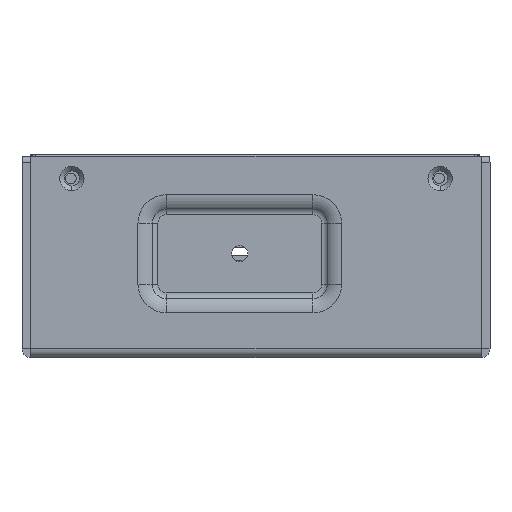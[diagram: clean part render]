
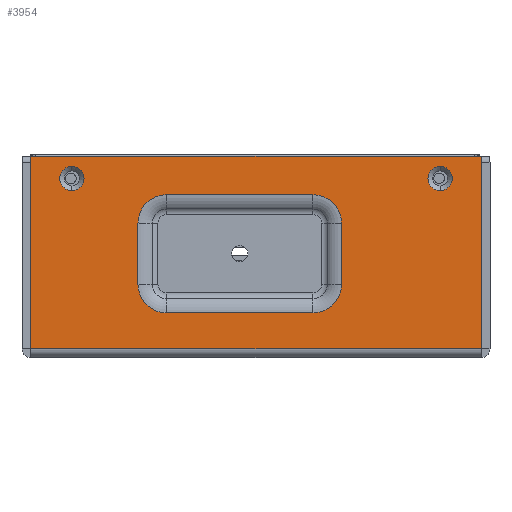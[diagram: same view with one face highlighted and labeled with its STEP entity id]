
A CAD part, front view. The second image highlights one B-rep face of the part: STEP entity #3954.
In plain terms, the highlighted planar face has unit normal (0, -1, 0).
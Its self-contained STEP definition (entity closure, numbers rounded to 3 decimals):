
#1674=FACE_BOUND('',#7875,.T.);
#1675=FACE_BOUND('',#7876,.T.);
#1676=FACE_BOUND('',#7877,.T.);
#1677=FACE_BOUND('',#7878,.T.);
#2700=CIRCLE('',#33145,7.003);
#2701=CIRCLE('',#33146,7.003);
#2702=CIRCLE('',#33147,7.003);
#2703=CIRCLE('',#33148,7.003);
#2704=CIRCLE('',#33149,3.);
#2705=CIRCLE('',#33150,3.);
#2706=CIRCLE('',#33151,3.);
#2707=CIRCLE('',#33152,3.);
#3954=ADVANCED_FACE('NONE',(#1674,#1675,#1676,#1677),#5465,.T.);
#5465=PLANE('',#33153);
#7875=EDGE_LOOP('',(#10200,#10201,#10202,#10203,#10204,#10205,#10206,#10207));
#7876=EDGE_LOOP('',(#10208,#10209,#10210,#10211));
#7877=EDGE_LOOP('',(#10212,#10213));
#7878=EDGE_LOOP('',(#10214,#10215));
#10200=ORIENTED_EDGE('',*,*,#22350,.T.);
#10201=ORIENTED_EDGE('',*,*,#22351,.T.);
#10202=ORIENTED_EDGE('',*,*,#22352,.T.);
#10203=ORIENTED_EDGE('',*,*,#22353,.T.);
#10204=ORIENTED_EDGE('',*,*,#22354,.T.);
#10205=ORIENTED_EDGE('',*,*,#22355,.T.);
#10206=ORIENTED_EDGE('',*,*,#22356,.T.);
#10207=ORIENTED_EDGE('',*,*,#22357,.T.);
#10208=ORIENTED_EDGE('',*,*,#22358,.F.);
#10209=ORIENTED_EDGE('',*,*,#22359,.T.);
#10210=ORIENTED_EDGE('',*,*,#22360,.T.);
#10211=ORIENTED_EDGE('',*,*,#22361,.F.);
#10212=ORIENTED_EDGE('',*,*,#22362,.F.);
#10213=ORIENTED_EDGE('',*,*,#22363,.F.);
#10214=ORIENTED_EDGE('',*,*,#22364,.F.);
#10215=ORIENTED_EDGE('',*,*,#22365,.F.);
#19261=VERTEX_POINT('',#46051);
#19262=VERTEX_POINT('',#46052);
#19263=VERTEX_POINT('',#46054);
#19264=VERTEX_POINT('',#46056);
#19265=VERTEX_POINT('',#46058);
#19266=VERTEX_POINT('',#46060);
#19267=VERTEX_POINT('',#46062);
#19268=VERTEX_POINT('',#46064);
#19269=VERTEX_POINT('',#46067);
#19270=VERTEX_POINT('',#46068);
#19271=VERTEX_POINT('',#46070);
#19272=VERTEX_POINT('',#46072);
#19273=VERTEX_POINT('',#46075);
#19274=VERTEX_POINT('',#46076);
#19275=VERTEX_POINT('',#46079);
#19276=VERTEX_POINT('',#46080);
#22350=EDGE_CURVE('NONE',#19261,#19262,#2700,.T.);
#22351=EDGE_CURVE('NONE',#19262,#19263,#26799,.T.);
#22352=EDGE_CURVE('NONE',#19263,#19264,#2701,.T.);
#22353=EDGE_CURVE('NONE',#19264,#19265,#26800,.T.);
#22354=EDGE_CURVE('NONE',#19265,#19266,#2702,.T.);
#22355=EDGE_CURVE('NONE',#19266,#19267,#26801,.T.);
#22356=EDGE_CURVE('NONE',#19267,#19268,#2703,.T.);
#22357=EDGE_CURVE('NONE',#19268,#19261,#26802,.T.);
#22358=EDGE_CURVE('NONE',#19269,#19270,#26803,.T.);
#22359=EDGE_CURVE('NONE',#19269,#19271,#26804,.T.);
#22360=EDGE_CURVE('NONE',#19271,#19272,#26805,.T.);
#22361=EDGE_CURVE('NONE',#19270,#19272,#26806,.T.);
#22362=EDGE_CURVE('NONE',#19273,#19274,#2704,.T.);
#22363=EDGE_CURVE('NONE',#19274,#19273,#2705,.T.);
#22364=EDGE_CURVE('NONE',#19275,#19276,#2706,.T.);
#22365=EDGE_CURVE('NONE',#19276,#19275,#2707,.T.);
#26799=LINE('',#46053,#30040);
#26800=LINE('',#46057,#30041);
#26801=LINE('',#46061,#30042);
#26802=LINE('',#46065,#30043);
#26803=LINE('',#46066,#30044);
#26804=LINE('',#46069,#30045);
#26805=LINE('',#46071,#30046);
#26806=LINE('',#46073,#30047);
#30040=VECTOR('',#36497,1.);
#30041=VECTOR('',#36500,1.);
#30042=VECTOR('',#36503,1.);
#30043=VECTOR('',#36506,1.);
#30044=VECTOR('',#36507,1.);
#30045=VECTOR('',#36508,1.);
#30046=VECTOR('',#36509,1.);
#30047=VECTOR('',#36510,1.);
#33145=AXIS2_PLACEMENT_3D('',#46050,#36495,#36496);
#33146=AXIS2_PLACEMENT_3D('',#46055,#36498,#36499);
#33147=AXIS2_PLACEMENT_3D('',#46059,#36501,#36502);
#33148=AXIS2_PLACEMENT_3D('',#46063,#36504,#36505);
#33149=AXIS2_PLACEMENT_3D('',#46074,#36511,#36512);
#33150=AXIS2_PLACEMENT_3D('',#46077,#36513,#36514);
#33151=AXIS2_PLACEMENT_3D('',#46078,#36515,#36516);
#33152=AXIS2_PLACEMENT_3D('',#46081,#36517,#36518);
#33153=AXIS2_PLACEMENT_3D('',#46082,#36519,#36520);
#36495=DIRECTION('',(0.,1.,0.));
#36496=DIRECTION('',(0.,0.,-1.));
#36497=DIRECTION('',(0.,0.,-1.));
#36498=DIRECTION('',(0.,1.,0.));
#36499=DIRECTION('',(0.,0.,-1.));
#36500=DIRECTION('',(-1.,0.,0.));
#36501=DIRECTION('',(0.,1.,0.));
#36502=DIRECTION('',(0.,0.,-1.));
#36503=DIRECTION('',(0.,0.,1.));
#36504=DIRECTION('',(0.,1.,0.));
#36505=DIRECTION('',(0.,0.,-1.));
#36506=DIRECTION('',(1.,0.,0.));
#36507=DIRECTION('',(0.,0.,1.));
#36508=DIRECTION('',(1.,0.,0.));
#36509=DIRECTION('',(0.,0.,1.));
#36510=DIRECTION('',(1.,0.,0.));
#36511=DIRECTION('',(0.,-1.,0.));
#36512=DIRECTION('',(0.,0.,-1.));
#36513=DIRECTION('',(0.,-1.,0.));
#36514=DIRECTION('',(0.,0.,-1.));
#36515=DIRECTION('',(0.,-1.,0.));
#36516=DIRECTION('',(0.,0.,-1.));
#36517=DIRECTION('',(0.,-1.,0.));
#36518=DIRECTION('',(0.,0.,-1.));
#36519=DIRECTION('',(0.,-1.,0.));
#36520=DIRECTION('',(0.,0.,-1.));
#46050=CARTESIAN_POINT('',(373.,246.,31.));
#46051=CARTESIAN_POINT('',(373.,246.,38.003));
#46052=CARTESIAN_POINT('',(380.003,246.,31.));
#46053=CARTESIAN_POINT('',(380.003,246.,23.5));
#46054=CARTESIAN_POINT('',(380.003,246.,16.));
#46055=CARTESIAN_POINT('',(373.,246.,16.));
#46056=CARTESIAN_POINT('',(373.,246.,8.997));
#46057=CARTESIAN_POINT('',(355.,246.,8.997));
#46058=CARTESIAN_POINT('',(337.,246.,8.997));
#46059=CARTESIAN_POINT('',(337.,246.,16.));
#46060=CARTESIAN_POINT('',(329.997,246.,16.));
#46061=CARTESIAN_POINT('',(329.997,246.,23.5));
#46062=CARTESIAN_POINT('',(329.997,246.,31.));
#46063=CARTESIAN_POINT('',(337.,246.,31.));
#46064=CARTESIAN_POINT('',(337.,246.,38.003));
#46065=CARTESIAN_POINT('',(355.,246.,38.003));
#46066=CARTESIAN_POINT('',(303.6,246.,-2.));
#46067=CARTESIAN_POINT('',(303.6,246.,0.1));
#46068=CARTESIAN_POINT('',(303.6,246.,47.5));
#46069=CARTESIAN_POINT('',(414.4,246.,0.1));
#46070=CARTESIAN_POINT('',(414.4,246.,0.1));
#46071=CARTESIAN_POINT('',(414.4,246.,0.));
#46072=CARTESIAN_POINT('',(414.4,246.,47.5));
#46073=CARTESIAN_POINT('',(414.4,246.,47.5));
#46074=CARTESIAN_POINT('',(313.75,246.,42.));
#46075=CARTESIAN_POINT('',(313.75,246.,39.));
#46076=CARTESIAN_POINT('',(313.75,246.,45.));
#46077=CARTESIAN_POINT('',(313.75,246.,42.));
#46078=CARTESIAN_POINT('',(404.25,246.,42.));
#46079=CARTESIAN_POINT('',(404.25,246.,39.));
#46080=CARTESIAN_POINT('',(404.25,246.,45.));
#46081=CARTESIAN_POINT('',(404.25,246.,42.));
#46082=CARTESIAN_POINT('',(0.,246.,0.));
